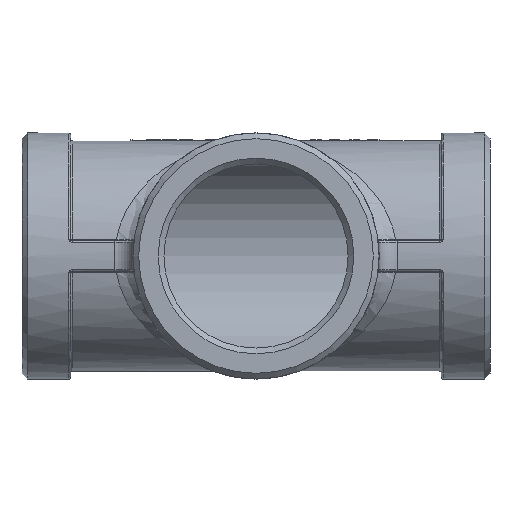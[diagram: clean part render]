
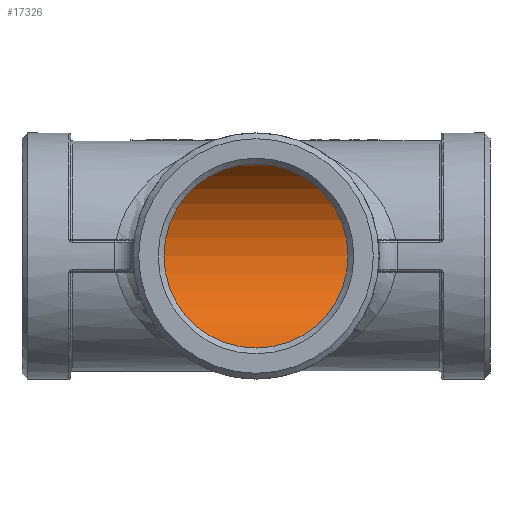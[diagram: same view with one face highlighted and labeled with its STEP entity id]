
A CAD part, front view. The second image highlights one B-rep face of the part: STEP entity #17326.
In plain terms, the highlighted cylindrical face has radius 17.1 mm (diameter 34.2 mm), a full revolution.
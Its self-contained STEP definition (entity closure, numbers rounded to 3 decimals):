
#2828 = CYLINDRICAL_SURFACE ( 'NONE', #27811, 17.1 ) ;
#2835 = FACE_OUTER_BOUND ( 'NONE', #19118, .T. ) ;
#2836 = FACE_BOUND ( 'NONE', #19117, .T. ) ;
#2837 = FACE_OUTER_BOUND ( 'NONE', #19119, .T. ) ;
#5416 = ORIENTED_EDGE ( 'NONE', *, *, #13420, .T. ) ;
#5844 = ORIENTED_EDGE ( 'NONE', *, *, #13416, .T. ) ;
#6101 = VERTEX_POINT ( 'NONE', #25347 ) ;
#6102 = VERTEX_POINT ( 'NONE', #25348 ) ;
#7062 = CARTESIAN_POINT ( 'NONE',  ( -24.74, 0., 0. ) ) ;
#7064 = DIRECTION ( 'NONE',  ( 1., 0., 0. ) ) ;
#7066 = DIRECTION ( 'NONE',  ( 0., 0., -1. ) ) ;
#7084 = CARTESIAN_POINT ( 'NONE',  ( 24.74, 0., 0. ) ) ;
#7086 = DIRECTION ( 'NONE',  ( 1., 0., 0. ) ) ;
#7088 = DIRECTION ( 'NONE',  ( 0., 0., -1. ) ) ;
#7112 = CARTESIAN_POINT ( 'NONE',  ( 0., 0., -17.1 ) ) ;
#7114 = CARTESIAN_POINT ( 'NONE',  ( 34.2, -34.2, -17.1 ) ) ;
#7116 = CARTESIAN_POINT ( 'NONE',  ( 34.2, -34.2, 17.1 ) ) ;
#7118 = CARTESIAN_POINT ( 'NONE',  ( 0., 0., 17.1 ) ) ;
#7125 = CARTESIAN_POINT ( 'NONE',  ( 0., 0., 17.1 ) ) ;
#7127 = CARTESIAN_POINT ( 'NONE',  ( -34.2, -34.2, 17.1 ) ) ;
#7129 = CARTESIAN_POINT ( 'NONE',  ( -34.2, -34.2, -17.1 ) ) ;
#7131 = CARTESIAN_POINT ( 'NONE',  ( 0., 0., -17.1 ) ) ;
#11285 = CARTESIAN_POINT ( 'NONE',  ( -24.74, 0., -17.1 ) ) ;
#11287 = CARTESIAN_POINT ( 'NONE',  ( 24.74, 0., -17.1 ) ) ;
#13414 = EDGE_CURVE ( 'NONE', #19067, #19067, #13703, .T. ) ;
#13416 = EDGE_CURVE ( 'NONE', #19065, #19065, #13707, .T. ) ;
#13419 = EDGE_CURVE ( 'NONE', #6101, #6102, #14478, .T. ) ;
#13420 = EDGE_CURVE ( 'NONE', #6102, #6101, #14474, .T. ) ;
#13703 = CIRCLE ( 'NONE', #14156, 17.1 ) ;
#13707 = CIRCLE ( 'NONE', #14148, 17.1 ) ;
#14148 = AXIS2_PLACEMENT_3D ( 'NONE', #7084, #7086, #7088 ) ;
#14156 = AXIS2_PLACEMENT_3D ( 'NONE', #7062, #7064, #7066 ) ;
#14474 =( BOUNDED_CURVE ( )  B_SPLINE_CURVE ( 3, ( #7125, #7127, #7129, #7131 ),
 .UNSPECIFIED., .F., .F. ) 
 B_SPLINE_CURVE_WITH_KNOTS ( ( 4, 4 ),
 ( 1.571, 4.712 ),
 .UNSPECIFIED. ) 
 CURVE ( )  GEOMETRIC_REPRESENTATION_ITEM ( )  RATIONAL_B_SPLINE_CURVE ( ( 1., 0.333, 0.333, 1. ) ) 
 REPRESENTATION_ITEM ( '' )  );
#14478 =( BOUNDED_CURVE ( )  B_SPLINE_CURVE ( 3, ( #7112, #7114, #7116, #7118 ),
 .UNSPECIFIED., .F., .F. ) 
 B_SPLINE_CURVE_WITH_KNOTS ( ( 4, 4 ),
 ( 4.712, 7.854 ),
 .UNSPECIFIED. ) 
 CURVE ( )  GEOMETRIC_REPRESENTATION_ITEM ( )  RATIONAL_B_SPLINE_CURVE ( ( 1., 0.333, 0.333, 1. ) ) 
 REPRESENTATION_ITEM ( '' )  );
#17326 = ADVANCED_FACE ( 'NONE', ( #2836, #2835, #2837 ), #2828, .F. ) ;
#19065 = VERTEX_POINT ( 'NONE', #11287 ) ;
#19067 = VERTEX_POINT ( 'NONE', #11285 ) ;
#19117 = EDGE_LOOP ( 'NONE', ( #19325, #5416 ) ) ;
#19118 = EDGE_LOOP ( 'NONE', ( #19232 ) ) ;
#19119 = EDGE_LOOP ( 'NONE', ( #5844 ) ) ;
#19232 = ORIENTED_EDGE ( 'NONE', *, *, #13414, .F. ) ;
#19325 = ORIENTED_EDGE ( 'NONE', *, *, #13419, .T. ) ;
#23820 = DIRECTION ( 'NONE',  ( 0., 1., 0. ) ) ;
#23821 = DIRECTION ( 'NONE',  ( 1., 0., 0. ) ) ;
#23822 = CARTESIAN_POINT ( 'NONE',  ( 0., 0., 0. ) ) ;
#25347 = CARTESIAN_POINT ( 'NONE',  ( 0., 0., -17.1 ) ) ;
#25348 = CARTESIAN_POINT ( 'NONE',  ( 0., 0., 17.1 ) ) ;
#27811 = AXIS2_PLACEMENT_3D ( 'NONE', #23822, #23821, #23820 ) ;
